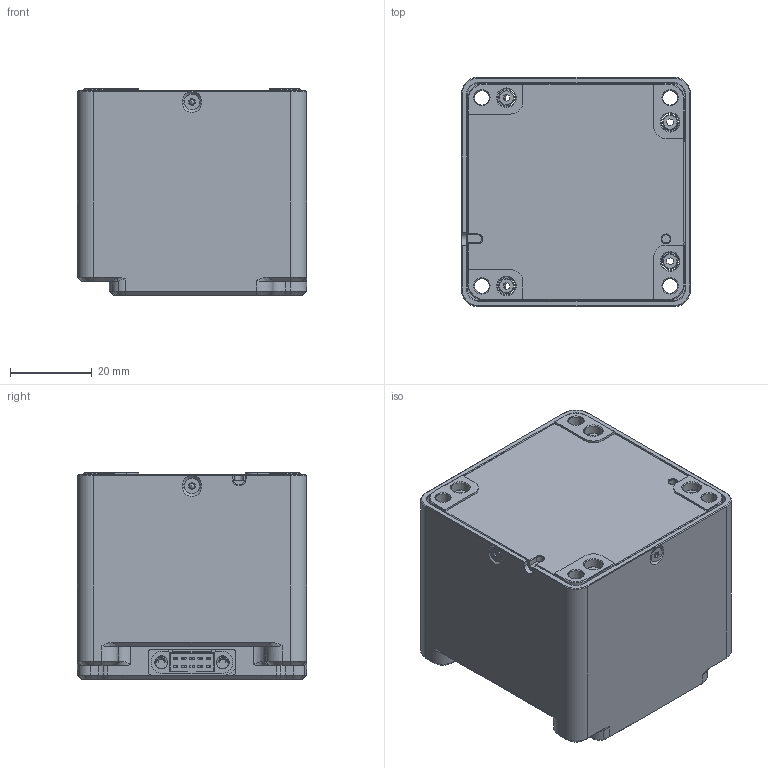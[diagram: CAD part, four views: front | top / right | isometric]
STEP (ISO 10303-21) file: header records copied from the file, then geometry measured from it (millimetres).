
FILE_DESCRIPTION (( 'STEP AP214' ), '1' );
FILE_NAME ('PULSE-80-LITE-STEP.STEP', '2024-11-26T11:03:14', ( '' ), ( '' ), 'SwSTEP 2.0', 'SolidWorks 2024', '' );
FILE_SCHEMA (( 'AUTOMOTIVE_DESIGN' ));
Length unit declared in the file: millimetre
Products named in the file (1): PULSE-80-LITE-STEP
Bounding box: 56 x 56 x 50.5 mm (x, y, z)
Surface area: 19617 mm2 (no closed solid volume)
Topology: 0 solids, 26 shells, 319 faces, 1303 edges, 1019 vertices
Faces by surface type: plane 140, cylinder 91, cone 66, bspline 13, sphere 5, torus 4
Full cylindrical faces by diameter (mm): 2 x1, 3.6 x8, 3.8 x4, 4.4 x8
Entity records: 17950 total; most frequent: CARTESIAN_POINT 4163, ORIENTED_EDGE 1990, DIRECTION 1974, EDGE_CURVE 1234, VERTEX_POINT 1001, VECTOR 686, LINE 686, AXIS2_PLACEMENT_3D 644
